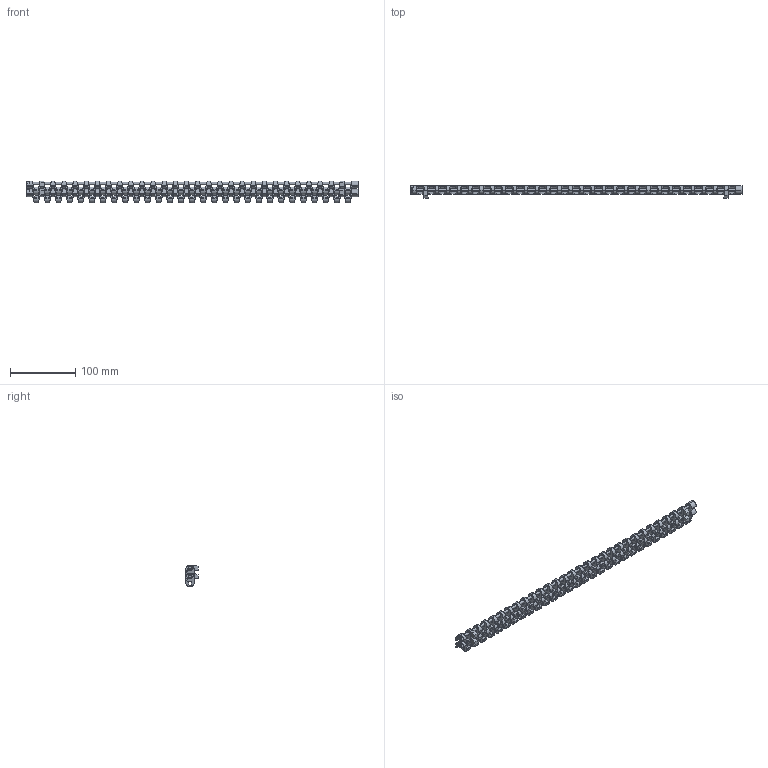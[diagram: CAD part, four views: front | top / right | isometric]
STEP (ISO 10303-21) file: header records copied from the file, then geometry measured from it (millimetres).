
FILE_DESCRIPTION (( 'STEP AP214' ), '1' );
FILE_NAME ('Rexnord-505-RADIUS-Default.STEP', '2021-03-29T13:32:58', ( '' ), ( '' ), 'SwSTEP 2.0', 'SolidWorks 2020', '' );
FILE_SCHEMA (( 'AUTOMOTIVE_DESIGN' ));
Length unit declared in the file: millimetre
Products named in the file (6): Rexnord-505-RADIUS-Default_positrack_r_RPP; Rexnord-505-RADIUS-Default_CLIP_RPP; Rexnord-505-RADIUS-Default; Rexnord-505-RADIUS-Default_pin; Rexnord-505-RADIUS-Default_Positrack_RPP; Rexnord-505-RADIUS-Default_505_RPP
Assembly tree (10 placements, depth 2):
  Rexnord-505-RADIUS-Default
    Rexnord-505-RADIUS-Default_505_RPP  x2
    Rexnord-505-RADIUS-Default_pin  x2
    Rexnord-505-RADIUS-Default_Positrack_RPP  x2
    Rexnord-505-RADIUS-Default_positrack_r_RPP  x2
    Rexnord-505-RADIUS-Default_CLIP_RPP  x2
Bounding box: 510 x 18.7 x 33.69 mm (x, y, z)
Volume: 87941 mm3; surface area: 90122.8 mm2
Topology: 10 solids, 10 shells, 1650 faces, 5416 edges, 3608 vertices
Faces by surface type: cylinder 866, plane 784
Entity records: 29822 total; most frequent: CARTESIAN_POINT 8326, ORIENTED_EDGE 5416, DIRECTION 3450, EDGE_CURVE 2708, VERTEX_POINT 1804, LINE 1658, VECTOR 1658, EDGE_LOOP 972
